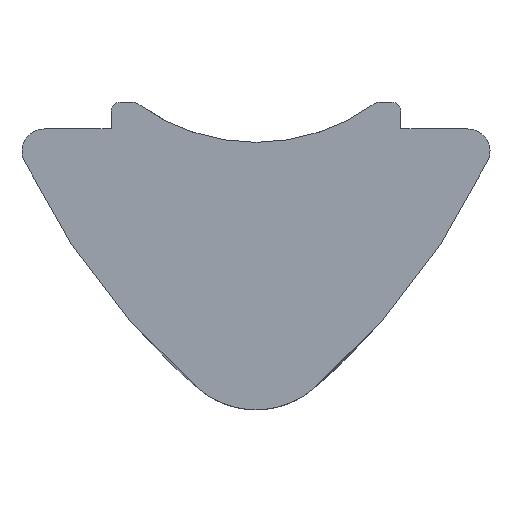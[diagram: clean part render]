
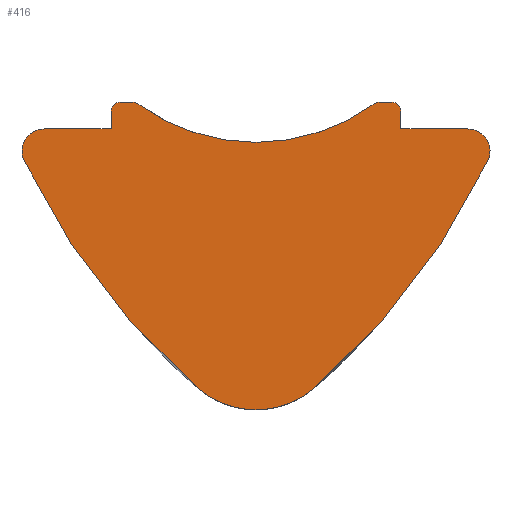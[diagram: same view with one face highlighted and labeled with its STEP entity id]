
A CAD part, front view. The second image highlights one B-rep face of the part: STEP entity #416.
In plain terms, the highlighted planar face has unit normal (0, -1, 0).
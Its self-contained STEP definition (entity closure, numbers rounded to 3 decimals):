
#15=PLANE('',#443);
#24=CIRCLE('',#439,16.);
#26=CIRCLE('',#444,0.5);
#27=CIRCLE('',#445,16.);
#28=CIRCLE('',#446,2.);
#29=CIRCLE('',#447,0.5);
#30=CIRCLE('',#448,0.2);
#31=CIRCLE('',#449,0.2);
#32=CIRCLE('',#450,4.5);
#33=CIRCLE('',#451,0.2);
#34=CIRCLE('',#452,0.2);
#49=LINE('',#814,#81);
#50=LINE('',#823,#82);
#51=LINE('',#825,#83);
#52=LINE('',#829,#84);
#53=LINE('',#837,#85);
#54=LINE('',#840,#86);
#81=VECTOR('',#503,1.5);
#82=VECTOR('',#512,1.5);
#83=VECTOR('',#513,0.4);
#84=VECTOR('',#516,0.284);
#85=VECTOR('',#523,0.284);
#86=VECTOR('',#526,0.4);
#116=FACE_OUTER_BOUND('',#140,.T.);
#140=EDGE_LOOP('',(#299,#300,#301,#302,#303,#304,#305,#306,#307,#308,#309,
#310,#311,#312,#313,#314));
#181=VERTEX_POINT('',#800);
#182=VERTEX_POINT('',#802);
#184=VERTEX_POINT('',#812);
#185=VERTEX_POINT('',#813);
#186=VERTEX_POINT('',#815);
#187=VERTEX_POINT('',#817);
#188=VERTEX_POINT('',#820);
#189=VERTEX_POINT('',#822);
#190=VERTEX_POINT('',#824);
#191=VERTEX_POINT('',#826);
#192=VERTEX_POINT('',#828);
#193=VERTEX_POINT('',#830);
#194=VERTEX_POINT('',#832);
#195=VERTEX_POINT('',#834);
#196=VERTEX_POINT('',#836);
#197=VERTEX_POINT('',#838);
#225=EDGE_CURVE('',#182,#181,#24,.T.);
#230=EDGE_CURVE('',#184,#185,#49,.T.);
#231=EDGE_CURVE('',#185,#186,#26,.T.);
#232=EDGE_CURVE('',#186,#187,#27,.T.);
#233=EDGE_CURVE('',#187,#182,#28,.T.);
#234=EDGE_CURVE('',#181,#188,#29,.T.);
#235=EDGE_CURVE('',#188,#189,#50,.T.);
#236=EDGE_CURVE('',#189,#190,#51,.T.);
#237=EDGE_CURVE('',#190,#191,#30,.T.);
#238=EDGE_CURVE('',#191,#192,#52,.T.);
#239=EDGE_CURVE('',#192,#193,#31,.T.);
#240=EDGE_CURVE('',#193,#194,#32,.T.);
#241=EDGE_CURVE('',#194,#195,#33,.T.);
#242=EDGE_CURVE('',#195,#196,#53,.T.);
#243=EDGE_CURVE('',#196,#197,#34,.T.);
#244=EDGE_CURVE('',#197,#184,#54,.T.);
#299=ORIENTED_EDGE('',*,*,#230,.T.);
#300=ORIENTED_EDGE('',*,*,#231,.T.);
#301=ORIENTED_EDGE('',*,*,#232,.T.);
#302=ORIENTED_EDGE('',*,*,#233,.T.);
#303=ORIENTED_EDGE('',*,*,#225,.T.);
#304=ORIENTED_EDGE('',*,*,#234,.T.);
#305=ORIENTED_EDGE('',*,*,#235,.T.);
#306=ORIENTED_EDGE('',*,*,#236,.T.);
#307=ORIENTED_EDGE('',*,*,#237,.T.);
#308=ORIENTED_EDGE('',*,*,#238,.T.);
#309=ORIENTED_EDGE('',*,*,#239,.T.);
#310=ORIENTED_EDGE('',*,*,#240,.T.);
#311=ORIENTED_EDGE('',*,*,#241,.T.);
#312=ORIENTED_EDGE('',*,*,#242,.T.);
#313=ORIENTED_EDGE('',*,*,#243,.T.);
#314=ORIENTED_EDGE('',*,*,#244,.T.);
#416=ADVANCED_FACE('',(#116),#15,.T.);
#439=AXIS2_PLACEMENT_3D('',#803,#490,#491);
#443=AXIS2_PLACEMENT_3D('',#811,#501,#502);
#444=AXIS2_PLACEMENT_3D('',#816,#504,#505);
#445=AXIS2_PLACEMENT_3D('',#818,#506,#507);
#446=AXIS2_PLACEMENT_3D('',#819,#508,#509);
#447=AXIS2_PLACEMENT_3D('',#821,#510,#511);
#448=AXIS2_PLACEMENT_3D('',#827,#514,#515);
#449=AXIS2_PLACEMENT_3D('',#831,#517,#518);
#450=AXIS2_PLACEMENT_3D('',#833,#519,#520);
#451=AXIS2_PLACEMENT_3D('',#835,#521,#522);
#452=AXIS2_PLACEMENT_3D('',#839,#524,#525);
#490=DIRECTION('center_axis',(0.,-1.,0.));
#491=DIRECTION('ref_axis',(-0.9,0.,0.435));
#501=DIRECTION('center_axis',(0.,-1.,0.));
#502=DIRECTION('ref_axis',(0.,0.,-1.));
#503=DIRECTION('',(-1.,0.,0.));
#504=DIRECTION('center_axis',(0.,-1.,0.));
#505=DIRECTION('ref_axis',(0.9,0.,0.435));
#506=DIRECTION('center_axis',(0.,-1.,0.));
#507=DIRECTION('ref_axis',(0.657,0.,0.754));
#508=DIRECTION('center_axis',(0.,-1.,0.));
#509=DIRECTION('ref_axis',(-0.657,0.,0.754));
#510=DIRECTION('center_axis',(0.,-1.,0.));
#511=DIRECTION('ref_axis',(0.,0.,-1.));
#512=DIRECTION('',(-1.,0.,0.));
#513=DIRECTION('',(0.,0.,1.));
#514=DIRECTION('center_axis',(0.,-1.,0.));
#515=DIRECTION('ref_axis',(0.,0.,-1.));
#516=DIRECTION('',(-1.,0.,0.));
#517=DIRECTION('center_axis',(0.,-1.,0.));
#518=DIRECTION('ref_axis',(0.588,0.,-0.809));
#519=DIRECTION('center_axis',(0.,1.,0.));
#520=DIRECTION('ref_axis',(0.588,0.,-0.809));
#521=DIRECTION('center_axis',(0.,-1.,0.));
#522=DIRECTION('ref_axis',(0.,0.,-1.));
#523=DIRECTION('',(-1.,0.,0.));
#524=DIRECTION('center_axis',(0.,-1.,0.));
#525=DIRECTION('ref_axis',(1.,0.,0.));
#526=DIRECTION('',(0.,0.,-1.));
#800=CARTESIAN_POINT('',(5.2,-14.,-0.718));
#802=CARTESIAN_POINT('',(1.315,-14.,-5.807));
#803=CARTESIAN_POINT('Origin',(-9.203,-14.,6.25));
#811=CARTESIAN_POINT('Origin',(0.,-14.,-2.017));
#812=CARTESIAN_POINT('',(-3.25,-14.,0.));
#813=CARTESIAN_POINT('',(-4.75,-14.,0.));
#814=CARTESIAN_POINT('',(-3.25,-14.,0.));
#815=CARTESIAN_POINT('',(-5.2,-14.,-0.718));
#816=CARTESIAN_POINT('Origin',(-4.75,-14.,-0.5));
#817=CARTESIAN_POINT('',(-1.315,-14.,-5.807));
#818=CARTESIAN_POINT('Origin',(9.203,-14.,6.25));
#819=CARTESIAN_POINT('Origin',(0.,-14.,-4.3));
#820=CARTESIAN_POINT('',(4.75,-14.,0.));
#821=CARTESIAN_POINT('Origin',(4.75,-14.,-0.5));
#822=CARTESIAN_POINT('',(3.25,-14.,0.));
#823=CARTESIAN_POINT('',(4.75,-14.,0.));
#824=CARTESIAN_POINT('',(3.25,-14.,0.4));
#825=CARTESIAN_POINT('',(3.25,-14.,0.));
#826=CARTESIAN_POINT('',(3.05,-14.,0.6));
#827=CARTESIAN_POINT('Origin',(3.05,-14.,0.4));
#828=CARTESIAN_POINT('',(2.766,-14.,0.6));
#829=CARTESIAN_POINT('',(3.05,-14.,0.6));
#830=CARTESIAN_POINT('',(2.648,-14.,0.562));
#831=CARTESIAN_POINT('Origin',(2.766,-14.,0.4));
#832=CARTESIAN_POINT('',(-2.648,-14.,0.562));
#833=CARTESIAN_POINT('Origin',(0.,-14.,4.2));
#834=CARTESIAN_POINT('',(-2.766,-14.,0.6));
#835=CARTESIAN_POINT('Origin',(-2.766,-14.,0.4));
#836=CARTESIAN_POINT('',(-3.05,-14.,0.6));
#837=CARTESIAN_POINT('',(-2.766,-14.,0.6));
#838=CARTESIAN_POINT('',(-3.25,-14.,0.4));
#839=CARTESIAN_POINT('Origin',(-3.05,-14.,0.4));
#840=CARTESIAN_POINT('',(-3.25,-14.,0.4));
